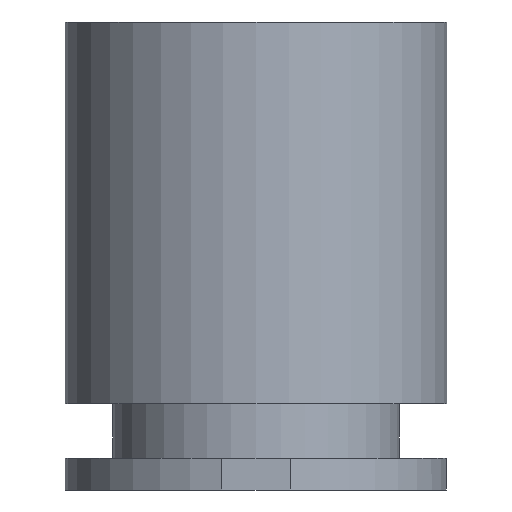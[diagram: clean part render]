
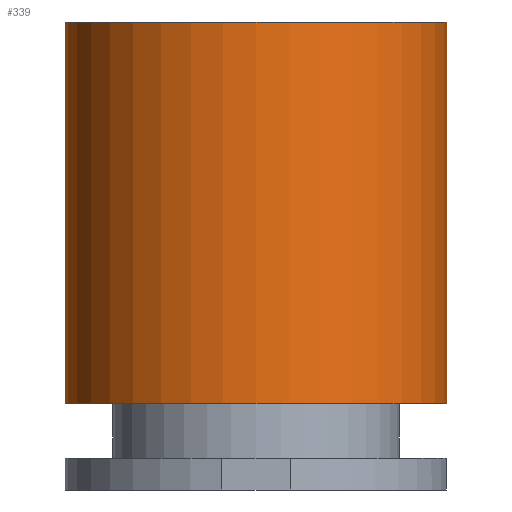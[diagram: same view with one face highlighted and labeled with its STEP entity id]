
A CAD part, front view. The second image highlights one B-rep face of the part: STEP entity #339.
In plain terms, the highlighted cylindrical face has radius 2.1 mm (diameter 4.2 mm), a partial arc.
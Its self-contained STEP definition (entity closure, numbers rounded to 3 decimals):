
#58 = CARTESIAN_POINT ( 'NONE',  ( -2.1, 0., 4.2 ) ) ;
#107 = AXIS2_PLACEMENT_3D ( 'NONE', #1539, #1275, #1059 ) ;
#114 = DIRECTION ( 'NONE',  ( 1., 0., 0. ) ) ;
#140 = CARTESIAN_POINT ( 'NONE',  ( 0., 0., 0. ) ) ;
#166 = ORIENTED_EDGE ( 'NONE', *, *, #236, .T. ) ;
#236 = EDGE_CURVE ( 'NONE', #584, #282, #949, .T. ) ;
#277 = EDGE_LOOP ( 'NONE', ( #681, #922, #766, #166 ) ) ;
#282 = VERTEX_POINT ( 'NONE', #1516 ) ;
#339 = ADVANCED_FACE ( 'NONE', ( #1156 ), #737, .T. ) ;
#350 = CARTESIAN_POINT ( 'NONE',  ( 2.1, 0., 4.2 ) ) ;
#388 = CARTESIAN_POINT ( 'NONE',  ( -2.1, 0., 4.2 ) ) ;
#393 = VECTOR ( 'NONE', #941, 1000. ) ;
#394 = VECTOR ( 'NONE', #1109, 1000. ) ;
#411 = CIRCLE ( 'NONE', #872, 2.1 ) ;
#483 = CARTESIAN_POINT ( 'NONE',  ( 2.1, 0., 4.2 ) ) ;
#534 = EDGE_CURVE ( 'NONE', #1138, #584, #852, .T. ) ;
#584 = VERTEX_POINT ( 'NONE', #983 ) ;
#681 = ORIENTED_EDGE ( 'NONE', *, *, #1556, .F. ) ;
#724 = DIRECTION ( 'NONE',  ( 0., 0., 1. ) ) ;
#737 = CYLINDRICAL_SURFACE ( 'NONE', #107, 2.1 ) ;
#766 = ORIENTED_EDGE ( 'NONE', *, *, #534, .T. ) ;
#852 = LINE ( 'NONE', #58, #393 ) ;
#872 = AXIS2_PLACEMENT_3D ( 'NONE', #1500, #724, #114 ) ;
#922 = ORIENTED_EDGE ( 'NONE', *, *, #1113, .F. ) ;
#941 = DIRECTION ( 'NONE',  ( 0., 0., -1. ) ) ;
#949 = CIRCLE ( 'NONE', #1580, 2.1 ) ;
#972 = LINE ( 'NONE', #483, #394 ) ;
#983 = CARTESIAN_POINT ( 'NONE',  ( -2.1, 0., 0. ) ) ;
#1043 = VERTEX_POINT ( 'NONE', #350 ) ;
#1059 = DIRECTION ( 'NONE',  ( -1., 0., 0. ) ) ;
#1109 = DIRECTION ( 'NONE',  ( 0., 0., -1. ) ) ;
#1113 = EDGE_CURVE ( 'NONE', #1138, #1043, #411, .T. ) ;
#1138 = VERTEX_POINT ( 'NONE', #388 ) ;
#1156 = FACE_OUTER_BOUND ( 'NONE', #277, .T. ) ;
#1167 = DIRECTION ( 'NONE',  ( 1., 0., 0. ) ) ;
#1275 = DIRECTION ( 'NONE',  ( 0., 0., -1. ) ) ;
#1500 = CARTESIAN_POINT ( 'NONE',  ( 0., 0., 4.2 ) ) ;
#1516 = CARTESIAN_POINT ( 'NONE',  ( 2.1, 0., 0. ) ) ;
#1527 = DIRECTION ( 'NONE',  ( 0., 0., 1. ) ) ;
#1539 = CARTESIAN_POINT ( 'NONE',  ( 0., 0., 4.2 ) ) ;
#1556 = EDGE_CURVE ( 'NONE', #1043, #282, #972, .T. ) ;
#1580 = AXIS2_PLACEMENT_3D ( 'NONE', #140, #1527, #1167 ) ;
